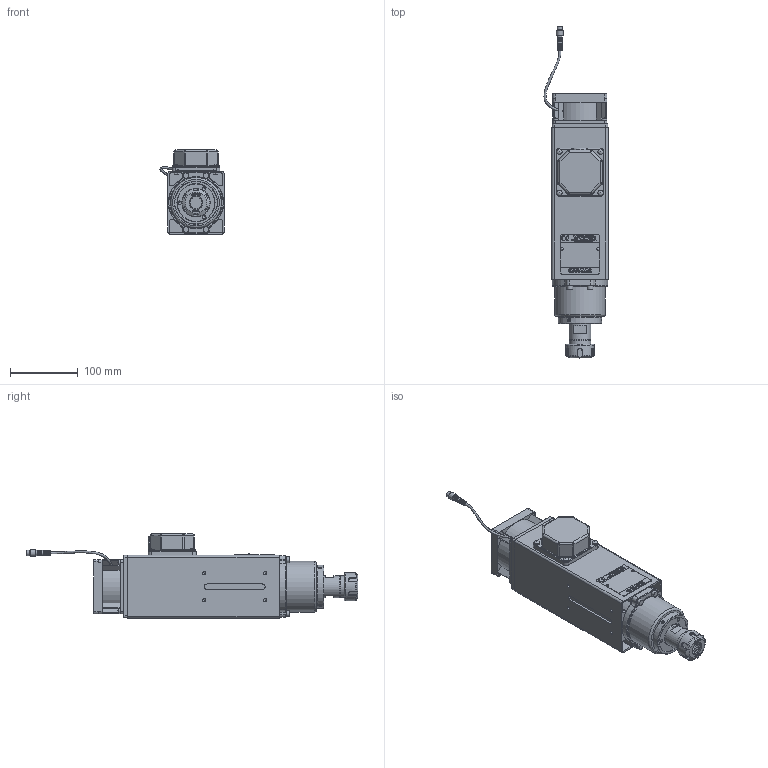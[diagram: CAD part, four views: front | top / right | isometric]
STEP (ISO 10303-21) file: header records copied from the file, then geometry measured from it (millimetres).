
FILE_DESCRIPTION(/* description */ ('Alibre Inc.'),/* implementation_level */ '2;1');
FILE_NAME(/* name */ 'export-14FDD647-FD5D-43F8-B37B-2C8AB072BF41',/* time_stamp */ '2023-10-11T16:14:16+02:00',/* author */ (''),/* organization */ (''),/* preprocessor_version */ 'ST-DEVELOPER v17',/* originating_system */ 'Alibre',/* authorisation */ '');
FILE_SCHEMA (('AUTOMOTIVE_DESIGN'));
Length unit declared in the file: millimetre
Products named in the file (1): STEP_COM41470635
Bounding box: 94.83 x 491.7 x 124.7 mm (x, y, z)
Volume: 2223509.9 mm3; surface area: 220279.6 mm2
Topology: 1 solids, 11 shells, 1319 faces, 3445 edges, 2251 vertices
Faces by surface type: plane 775, cylinder 271, cone 97, torus 83, bspline 74, sphere 19
Full cylindrical faces by diameter (mm): 1 x3, 2.49 x4, 2.5 x2, 3 x1, 3.714 x4, 4 x12, 4.5 x4, 4.917 x28, 5 x7, 5.1 x12, 5.8 x1, 7.18 x2, 7.66 x2, 8 x9, 8.5 x4, 10.02 x1, 17.294 x1, 18 x1, 25 x1, 27 x1, 30.376 x1, 32 x1, 32.5 x2, 42 x1, 44.3 x1, 51 x1, 55 x1, 64 x1, 75 x1
Entity records: 50275 total; most frequent: CARTESIAN_POINT 17495, ORIENTED_EDGE 6812, DIRECTION 5608, EDGE_CURVE 3406, VERTEX_POINT 2251, VECTOR 2171, LINE 2171, AXIS2_PLACEMENT_3D 2131
